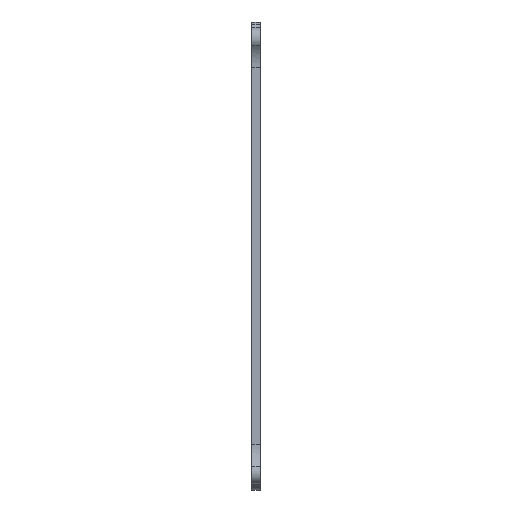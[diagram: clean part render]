
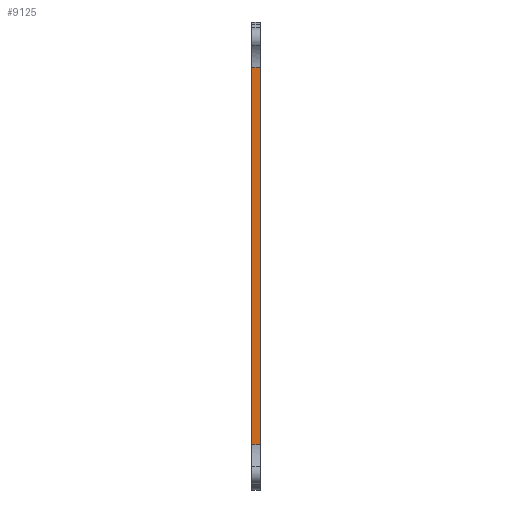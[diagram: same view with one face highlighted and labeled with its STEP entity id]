
A CAD part, left-side view. The second image highlights one B-rep face of the part: STEP entity #9125.
In plain terms, the highlighted planar face has unit normal (-1, 0, 0).
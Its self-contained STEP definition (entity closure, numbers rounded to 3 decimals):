
#349=PLANE('',#9994);
#698=FACE_OUTER_BOUND('',#1273,.T.);
#1273=EDGE_LOOP('',(#7839,#7840,#7841,#7842));
#1502=LINE('',#13078,#2385);
#1720=LINE('',#14539,#2603);
#2202=LINE('',#16454,#3085);
#2203=LINE('',#16456,#3086);
#2385=VECTOR('',#10250,10.);
#2603=VECTOR('',#10888,10.);
#3085=VECTOR('',#12206,10.);
#3086=VECTOR('',#12209,10.);
#3698=VERTEX_POINT('',#13072);
#3699=VERTEX_POINT('',#13077);
#4149=VERTEX_POINT('',#14533);
#4150=VERTEX_POINT('',#14538);
#4616=EDGE_CURVE('',#3699,#3698,#1502,.T.);
#5072=EDGE_CURVE('',#4149,#4150,#1720,.T.);
#5776=EDGE_CURVE('',#3698,#4150,#2202,.T.);
#5777=EDGE_CURVE('',#3699,#4149,#2203,.T.);
#7839=ORIENTED_EDGE('',*,*,#4616,.T.);
#7840=ORIENTED_EDGE('',*,*,#5776,.T.);
#7841=ORIENTED_EDGE('',*,*,#5072,.F.);
#7842=ORIENTED_EDGE('',*,*,#5777,.F.);
#9125=ADVANCED_FACE('',(#698),#349,.T.);
#9994=AXIS2_PLACEMENT_3D('',#16455,#12207,#12208);
#10250=DIRECTION('',(0.,0.,-1.));
#10888=DIRECTION('',(0.,0.,-1.));
#12206=DIRECTION('',(0.,-1.,0.));
#12207=DIRECTION('center_axis',(-1.,0.,0.));
#12208=DIRECTION('ref_axis',(0.,0.,
-1.));
#12209=DIRECTION('',(0.,-1.,0.));
#13072=CARTESIAN_POINT('',(-2.079,1.5,3.292));
#13077=CARTESIAN_POINT('',(-2.079,1.5,72.909));
#13078=CARTESIAN_POINT('',(-2.079,1.5,72.909));
#14533=CARTESIAN_POINT('',(-2.079,0.,72.909));
#14538=CARTESIAN_POINT('',(-2.079,0.,3.292));
#14539=CARTESIAN_POINT('',(-2.079,0.,72.909));
#16454=CARTESIAN_POINT('',(-2.079,1.5,3.292));
#16455=CARTESIAN_POINT('Origin',(-2.079,1.5,72.909));
#16456=CARTESIAN_POINT('',(-2.079,1.5,72.909));
